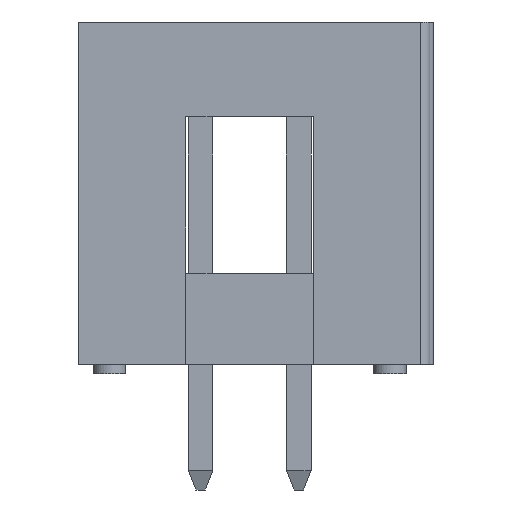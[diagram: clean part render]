
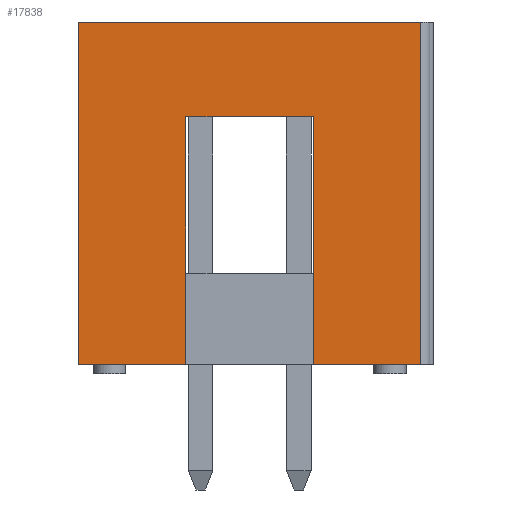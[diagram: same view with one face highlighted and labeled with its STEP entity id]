
A CAD part, front view. The second image highlights one B-rep face of the part: STEP entity #17838.
In plain terms, the highlighted face is planar.
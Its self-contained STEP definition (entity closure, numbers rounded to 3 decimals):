
#87=ORIENTED_EDGE('',*,*,#3553,.T.);
#88=ORIENTED_EDGE('',*,*,#3554,.F.);
#89=ORIENTED_EDGE('',*,*,#3555,.T.);
#90=ORIENTED_EDGE('',*,*,#3556,.T.);
#91=ORIENTED_EDGE('',*,*,#3557,.T.);
#92=ORIENTED_EDGE('',*,*,#3558,.F.);
#93=ORIENTED_EDGE('',*,*,#3559,.F.);
#94=ORIENTED_EDGE('',*,*,#3560,.T.);
#3553=EDGE_CURVE('',#5286,#5287,#6320,.T.);
#3554=EDGE_CURVE('',#5288,#5287,#6321,.T.);
#3555=EDGE_CURVE('',#5288,#5289,#6322,.T.);
#3556=EDGE_CURVE('',#5289,#5290,#6323,.T.);
#3557=EDGE_CURVE('',#5290,#5291,#6324,.T.);
#3558=EDGE_CURVE('',#5292,#5291,#6325,.T.);
#3559=EDGE_CURVE('',#5293,#5292,#6326,.T.);
#3560=EDGE_CURVE('',#5293,#5286,#6327,.T.);
#5286=VERTEX_POINT('',#22834);
#5287=VERTEX_POINT('',#22835);
#5288=VERTEX_POINT('',#22837);
#5289=VERTEX_POINT('',#22839);
#5290=VERTEX_POINT('',#22841);
#5291=VERTEX_POINT('',#22843);
#5292=VERTEX_POINT('',#22845);
#5293=VERTEX_POINT('',#22847);
#6320=LINE('',#22833,#8043);
#6321=LINE('',#22836,#8044);
#6322=LINE('',#22838,#8045);
#6323=LINE('',#22840,#8046);
#6324=LINE('',#22842,#8047);
#6325=LINE('',#22844,#8048);
#6326=LINE('',#22846,#8049);
#6327=LINE('',#22848,#8050);
#8043=VECTOR('',#19483,1000.);
#8044=VECTOR('',#19484,1000.);
#8045=VECTOR('',#19485,1000.);
#8046=VECTOR('',#19486,1000.);
#8047=VECTOR('',#19487,1000.);
#8048=VECTOR('',#19488,1000.);
#8049=VECTOR('',#19489,1000.);
#8050=VECTOR('',#19490,1000.);
#9755=EDGE_LOOP('',(#87,#88,#89,#90,#91,#92,#93,#94));
#10628=FACE_BOUND('',#9755,.T.);
#11501=PLANE('',#18638);
#17838=ADVANCED_FACE('',(#10628),#11501,.T.);
#18638=AXIS2_PLACEMENT_3D('',#22832,#19481,#19482);
#19481=DIRECTION('',(1.,0.,0.));
#19482=DIRECTION('',(0.,0.,-1.));
#19483=DIRECTION('',(0.,1.,0.));
#19484=DIRECTION('',(0.,0.,-1.));
#19485=DIRECTION('',(0.,1.,0.));
#19486=DIRECTION('',(0.,0.,-1.));
#19487=DIRECTION('',(0.,1.,0.));
#19488=DIRECTION('',(0.,0.,-1.));
#19489=DIRECTION('',(0.,1.,0.));
#19490=DIRECTION('',(0.,0.,-1.));
#22832=CARTESIAN_POINT('',(25.42,-4.425,4.425));
#22833=CARTESIAN_POINT('',(25.42,-4.425,-4.425));
#22834=CARTESIAN_POINT('',(25.42,-4.425,-4.425));
#22835=CARTESIAN_POINT('',(25.42,-1.65,-4.425));
#22836=CARTESIAN_POINT('',(25.42,-1.65,1.975));
#22837=CARTESIAN_POINT('',(25.42,-1.65,1.975));
#22838=CARTESIAN_POINT('',(25.42,-1.65,1.975));
#22839=CARTESIAN_POINT('',(25.42,1.65,1.975));
#22840=CARTESIAN_POINT('',(25.42,1.65,1.975));
#22841=CARTESIAN_POINT('',(25.42,1.65,-4.425));
#22842=CARTESIAN_POINT('',(25.42,-4.425,-4.425));
#22843=CARTESIAN_POINT('',(25.42,4.425,-4.425));
#22844=CARTESIAN_POINT('',(25.42,4.425,4.425));
#22845=CARTESIAN_POINT('',(25.42,4.425,4.425));
#22846=CARTESIAN_POINT('',(25.42,-4.425,4.425));
#22847=CARTESIAN_POINT('',(25.42,-4.425,4.425));
#22848=CARTESIAN_POINT('',(25.42,-4.425,4.425));
